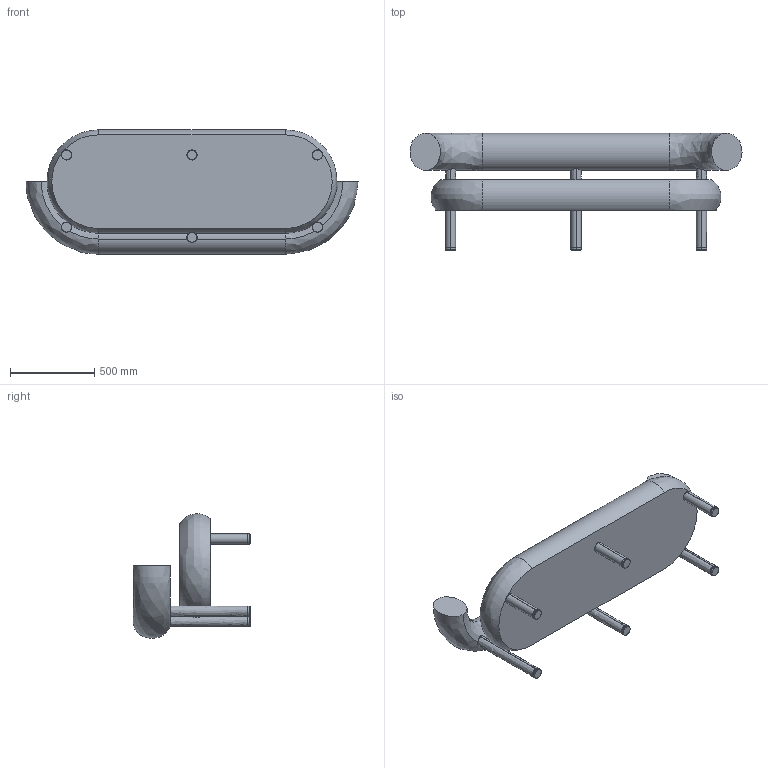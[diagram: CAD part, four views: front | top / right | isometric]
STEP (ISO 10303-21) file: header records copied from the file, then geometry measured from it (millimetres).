
FILE_DESCRIPTION(/* description */ (''),/* implementation_level */ '2;1');
FILE_NAME(/* name */ 'Fat 3 Seater Sofa',/* time_stamp */ '2022-07-14T16:08:46+01:00',/* author */ (''),/* organization */ (''),/* preprocessor_version */ 'ST-DEVELOPER v16.5',/* originating_system */ '',/* authorisation */ '');
FILE_SCHEMA (('AUTOMOTIVE_DESIGN'));
Length unit declared in the file: millimetre
Products named in the file (1): Document
Bounding box: 1965.98 x 695 x 736.95 mm (x, y, z)
Volume: 68660888 mm3; surface area: 4709306.5 mm2
Topology: 13 solids, 14 shells, 110 faces, 206 edges, 136 vertices
Faces by surface type: bspline 73, plane 37
Entity records: 4114 total; most frequent: CARTESIAN_POINT 2600, ORIENTED_EDGE 412, EDGE_CURVE 206, VERTEX_POINT 136, EDGE_LOOP 134, ADVANCED_FACE 110, FACE_OUTER_BOUND 110, B_SPLINE_CURVE_WITH_KNOTS 86
